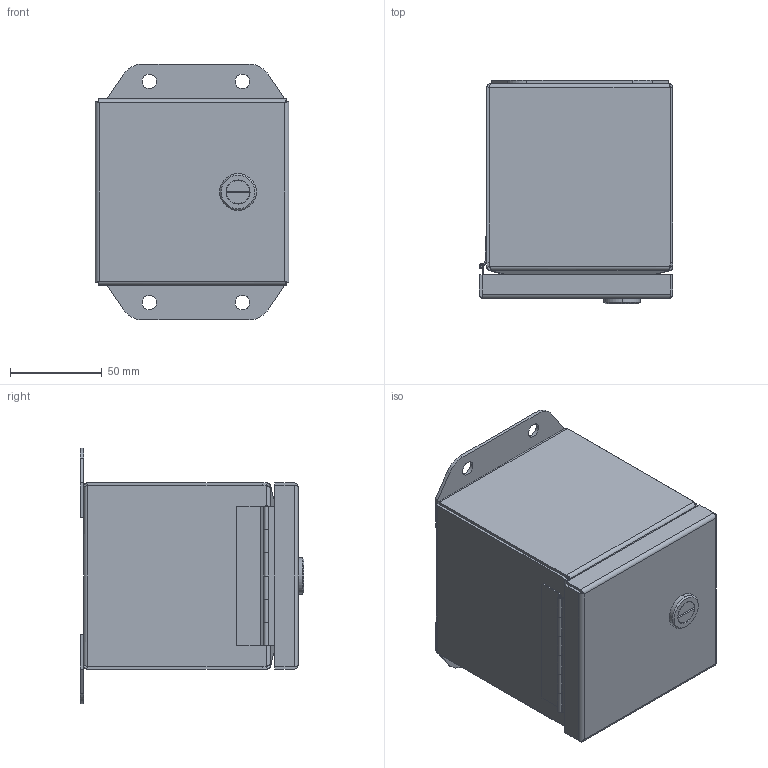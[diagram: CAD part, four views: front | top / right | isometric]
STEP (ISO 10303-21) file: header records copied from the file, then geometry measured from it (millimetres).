
FILE_DESCRIPTION (( 'STEP AP203' ), '1' );
FILE_NAME ('EJ444S16_Default.step', '2019-11-13T18:04:47', ( '' ), ( '' ), 'SwSTEP 2.0', 'SolidWorks 2019', '' );
FILE_SCHEMA (( 'CONFIG_CONTROL_DESIGN' ));
Length unit declared in the file: inch
Products named in the file (1): EJ444S16_Default
Bounding box: 105.8 x 122.06 x 139.7 mm (x, y, z)
Volume: 142024.7 mm3; surface area: 186224.7 mm2
Topology: 11 solids, 12 shells, 438 faces, 1064 edges, 653 vertices
Faces by surface type: plane 248, cylinder 134, bspline 44, cone 12
Entity records: 15345 total; most frequent: CARTESIAN_POINT 5240, ORIENTED_EDGE 2120, DIRECTION 1974, EDGE_CURVE 1060, VECTOR 712, LINE 712, VERTEX_POINT 653, AXIS2_PLACEMENT_3D 631
